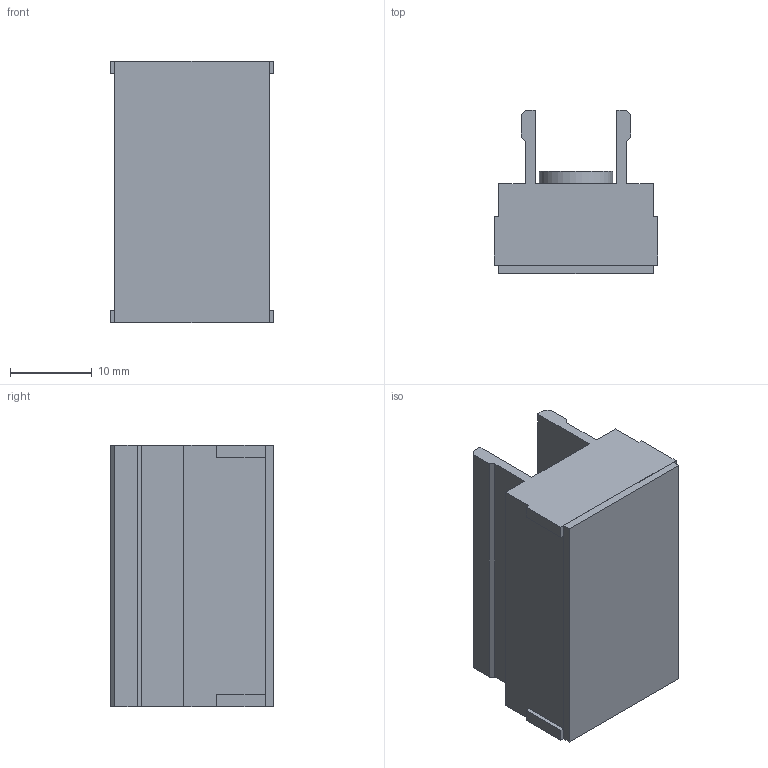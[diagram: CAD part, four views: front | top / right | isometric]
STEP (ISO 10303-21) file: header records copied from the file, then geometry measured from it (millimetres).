
FILE_DESCRIPTION (( 'STEP AP214' ), '1' );
FILE_NAME ('F005032_3D.step', '2022-10-10T13:58:44', ( '' ), ( '' ), 'SwSTEP 2.0', 'SolidWorks 2020', '' );
FILE_SCHEMA (( 'AUTOMOTIVE_DESIGN' ));
Length unit declared in the file: millimetre
Products named in the file (1): F005032_3D
Bounding box: 20 x 20 x 32 mm (x, y, z)
Volume: 7254.5 mm3; surface area: 5136 mm2
Topology: 2 solids, 2 shells, 52 faces, 134 edges, 88 vertices
Faces by surface type: plane 40, cylinder 8, cone 4
Entity records: 1617 total; most frequent: CARTESIAN_POINT 275, ORIENTED_EDGE 268, DIRECTION 260, EDGE_CURVE 134, VECTOR 114, LINE 114, VERTEX_POINT 88, AXIS2_PLACEMENT_3D 73
